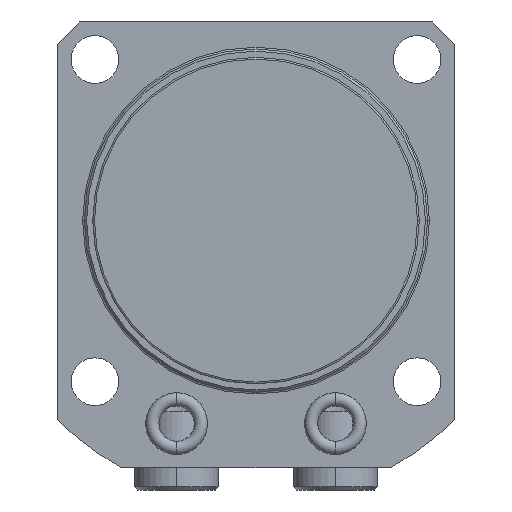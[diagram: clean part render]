
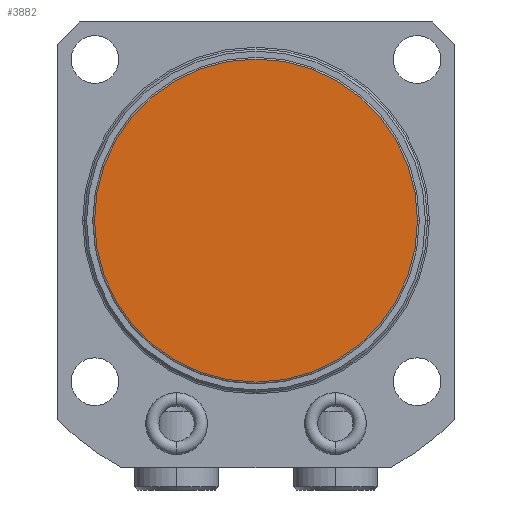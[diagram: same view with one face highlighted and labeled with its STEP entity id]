
A CAD part, front view. The second image highlights one B-rep face of the part: STEP entity #3882.
In plain terms, the highlighted planar face has unit normal (0, -1, 0).
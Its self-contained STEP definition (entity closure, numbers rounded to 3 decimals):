
#694=CARTESIAN_POINT('',(0.,-52.38,0.));
#695=DIRECTION('',(0.,-1.,0.));
#696=DIRECTION('',(1.,0.,0.));
#697=AXIS2_PLACEMENT_3D('',#694,#695,#696);
#718=CARTESIAN_POINT('',(0.,-52.38,0.));
#719=DIRECTION('',(0.,1.,0.));
#720=DIRECTION('',(1.,0.,0.));
#721=AXIS2_PLACEMENT_3D('',#718,#719,#720);
#3213=CARTESIAN_POINT('',(36.6,-52.38,0.));
#3215=VERTEX_POINT('',#3213);
#3219=CARTESIAN_POINT('',(-36.6,-52.38,0.));
#3221=VERTEX_POINT('',#3219);
#3873=CARTESIAN_POINT('',(0.,-52.38,0.));
#3874=DIRECTION('',(0.,-1.,0.));
#3875=DIRECTION('',(-1.,0.,0.));
#3876=AXIS2_PLACEMENT_3D('',#3873,#3874,#3875);
#3877=PLANE('',#3876);
#3878=ORIENTED_EDGE('',*,*,#3868,.T.);
#3879=ORIENTED_EDGE('',*,*,#3852,.F.);
#3880=EDGE_LOOP('',(#3878,#3879));
#3881=FACE_OUTER_BOUND('',#3880,.F.);
#3882=ADVANCED_FACE('',(#3881),#3877,.T.);
#698=CIRCLE('',#697,36.6);
#722=CIRCLE('',#721,36.6);
#3852=EDGE_CURVE('',#3215,#3221,#698,.T.);
#3868=EDGE_CURVE('',#3215,#3221,#722,.T.);
